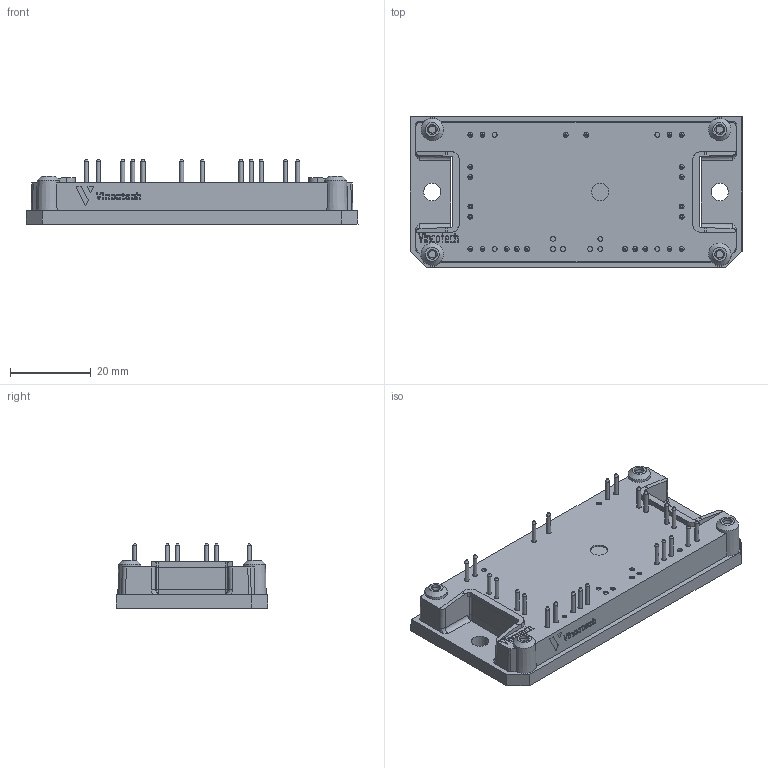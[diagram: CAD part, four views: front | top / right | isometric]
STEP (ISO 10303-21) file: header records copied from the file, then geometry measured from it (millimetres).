
FILE_DESCRIPTION(/* description */ ('Unknown'),/* implementation_level */ '2;1');
FILE_NAME(/* name */ 'Flow1-4T12W-M580(240)-01-OL',/* time_stamp */ '2017-01-14T10:19:56+01:00',/* author */ ('Unknown'),/* organization */ ('Unknown'),/* preprocessor_version */ 'ST-DEVELOPER v16',/* originating_system */ 'DEX',/* authorisation */ $);
FILE_SCHEMA (('AUTOMOTIVE_DESIGN {1 0 10303 214 3 1 1}'));
Length unit declared in the file: millimetre
Products named in the file (1): Flow1-4T12W-M580-01-OL
Bounding box: 82 x 37.4 x 16.23 mm (x, y, z)
Volume: 25841.8 mm3; surface area: 10914.7 mm2
Topology: 13 solids, 13 shells, 581 faces, 1448 edges, 969 vertices
Faces by surface type: plane 332, cylinder 111, bspline 98, cone 40
Full cylindrical faces by diameter (mm): 1 x24, 1.2 x34, 2.4 x4, 4.3 x3
Entity records: 21655 total; most frequent: CARTESIAN_POINT 6344, ORIENTED_EDGE 2540, DIRECTION 2230, EDGE_CURVE 1270, VERTEX_POINT 898, EDGE_LOOP 776, FACE_BOUND 776, AXIS2_PLACEMENT_3D 766
